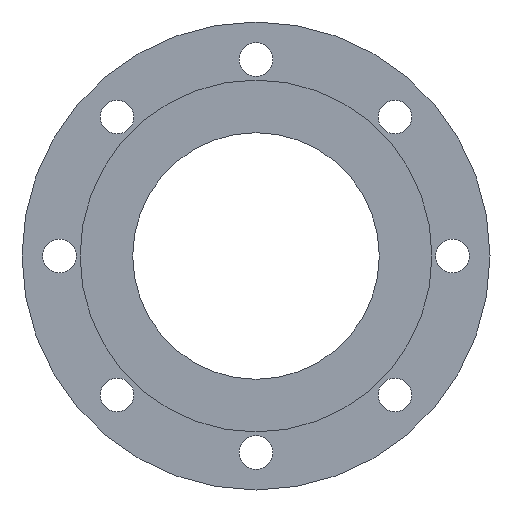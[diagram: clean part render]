
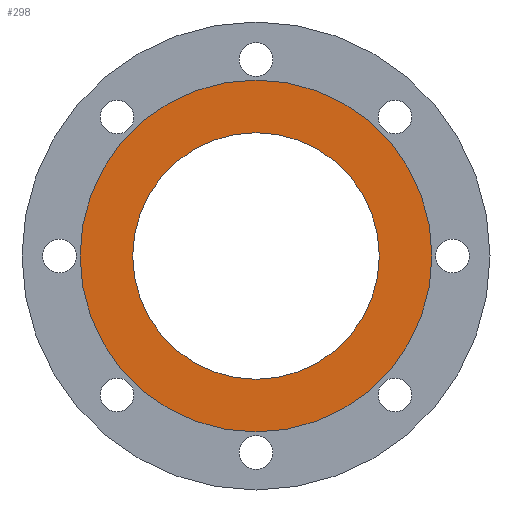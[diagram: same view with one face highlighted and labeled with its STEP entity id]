
A CAD part, front view. The second image highlights one B-rep face of the part: STEP entity #298.
In plain terms, the highlighted planar face has unit normal (0, -1, 0).
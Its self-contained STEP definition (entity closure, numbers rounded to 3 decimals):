
#17 = EDGE_LOOP ( 'NONE', ( #943, #864 ) ) ;
#78 = CARTESIAN_POINT ( 'NONE',  ( 0., 0., 0. ) ) ;
#84 = CARTESIAN_POINT ( 'NONE',  ( 0., 0., 65.85 ) ) ;
#88 = CARTESIAN_POINT ( 'NONE',  ( 0., 0., -65.85 ) ) ;
#97 = CARTESIAN_POINT ( 'NONE',  ( 0., 0., 0. ) ) ;
#158 = DIRECTION ( 'NONE',  ( 0., 0., 1. ) ) ;
#183 = CIRCLE ( 'NONE', #804, 65.85 ) ;
#192 = EDGE_CURVE ( 'NONE', #447, #219, #1040, .T. ) ;
#219 = VERTEX_POINT ( 'NONE', #242 ) ;
#240 = EDGE_CURVE ( 'NONE', #621, #359, #183, .T. ) ;
#242 = CARTESIAN_POINT ( 'NONE',  ( 0., 0., 94. ) ) ;
#251 = CARTESIAN_POINT ( 'NONE',  ( 0., 0., 0. ) ) ;
#256 = CIRCLE ( 'NONE', #395, 65.85 ) ;
#298 = ADVANCED_FACE ( 'NONE', ( #587, #339 ), #671, .T. ) ;
#327 = DIRECTION ( 'NONE',  ( 0., 0., 1. ) ) ;
#339 = FACE_OUTER_BOUND ( 'NONE', #590, .T. ) ;
#359 = VERTEX_POINT ( 'NONE', #444 ) ;
#395 = AXIS2_PLACEMENT_3D ( 'NONE', #78, #461, #327 ) ;
#412 = CARTESIAN_POINT ( 'NONE',  ( 0., 0., 0. ) ) ;
#437 = DIRECTION ( 'NONE',  ( 0., 1., 0. ) ) ;
#444 = CARTESIAN_POINT ( 'NONE',  ( 0., 0., 65.85 ) ) ;
#447 = VERTEX_POINT ( 'NONE', #862 ) ;
#461 = DIRECTION ( 'NONE',  ( 0., 1., 0. ) ) ;
#487 = CIRCLE ( 'NONE', #502, 94. ) ;
#502 = AXIS2_PLACEMENT_3D ( 'NONE', #97, #437, #775 ) ;
#516 = DIRECTION ( 'NONE',  ( 0., 1., 0. ) ) ;
#530 = EDGE_CURVE ( 'NONE', #359, #621, #256, .T. ) ;
#587 = FACE_BOUND ( 'NONE', #17, .T. ) ;
#590 = EDGE_LOOP ( 'NONE', ( #883, #997 ) ) ;
#621 = VERTEX_POINT ( 'NONE', #88 ) ;
#623 = EDGE_CURVE ( 'NONE', #219, #447, #487, .T. ) ;
#665 = DIRECTION ( 'NONE',  ( 0., 0., 1. ) ) ;
#671 = PLANE ( 'NONE',  #999 ) ;
#681 = DIRECTION ( 'NONE',  ( 0., 0., -1. ) ) ;
#696 = AXIS2_PLACEMENT_3D ( 'NONE', #251, #516, #665 ) ;
#775 = DIRECTION ( 'NONE',  ( 0., 0., 1. ) ) ;
#804 = AXIS2_PLACEMENT_3D ( 'NONE', #412, #935, #158 ) ;
#862 = CARTESIAN_POINT ( 'NONE',  ( 0., 0., -94. ) ) ;
#864 = ORIENTED_EDGE ( 'NONE', *, *, #240, .T. ) ;
#883 = ORIENTED_EDGE ( 'NONE', *, *, #623, .F. ) ;
#935 = DIRECTION ( 'NONE',  ( 0., 1., 0. ) ) ;
#943 = ORIENTED_EDGE ( 'NONE', *, *, #530, .T. ) ;
#997 = ORIENTED_EDGE ( 'NONE', *, *, #192, .F. ) ;
#999 = AXIS2_PLACEMENT_3D ( 'NONE', #84, #1089, #681 ) ;
#1040 = CIRCLE ( 'NONE', #696, 94. ) ;
#1089 = DIRECTION ( 'NONE',  ( 0., -1., 0. ) ) ;
